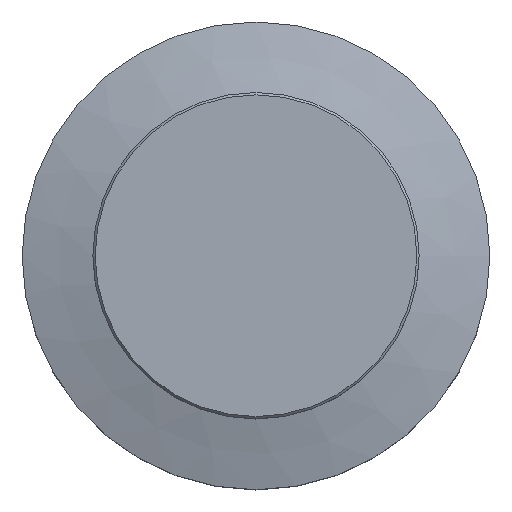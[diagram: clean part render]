
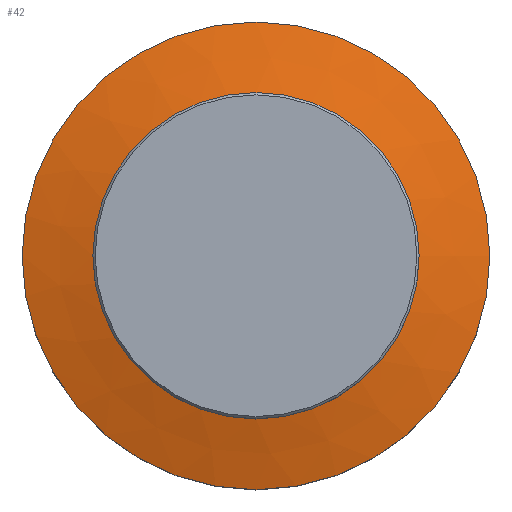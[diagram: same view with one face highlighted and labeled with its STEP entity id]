
A CAD part, top view. The second image highlights one B-rep face of the part: STEP entity #42.
In plain terms, the highlighted conical face has half-angle 75 degrees and reference radius 30 mm.
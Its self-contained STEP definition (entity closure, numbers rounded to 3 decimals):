
#42=ADVANCED_FACE('',(#51,#52),#48,.T.);
#48=CONICAL_SURFACE('',#121,30.,75.);
#51=FACE_BOUND('',#59,.T.);
#52=FACE_BOUND('',#60,.T.);
#59=EDGE_LOOP('',(#69));
#60=EDGE_LOOP('',(#70));
#69=ORIENTED_EDGE('',*,*,#84,.T.);
#70=ORIENTED_EDGE('',*,*,#85,.F.);
#79=VERTEX_POINT('',#166);
#80=VERTEX_POINT('',#168);
#84=EDGE_CURVE('',#79,#79,#89,.T.);
#85=EDGE_CURVE('',#80,#80,#90,.T.);
#89=CIRCLE('',#119,43.);
#90=CIRCLE('',#120,30.);
#119=AXIS2_PLACEMENT_3D('',#165,#139,#140);
#120=AXIS2_PLACEMENT_3D('',#167,#141,#142);
#121=AXIS2_PLACEMENT_3D('',#169,#143,#144);
#139=DIRECTION('',(0.,0.,1.));
#140=DIRECTION('',(1.,0.,0.));
#141=DIRECTION('',(0.,0.,1.));
#142=DIRECTION('',(1.,0.,0.));
#143=DIRECTION('',(0.,0.,-1.));
#144=DIRECTION('',(-1.,0.,0.));
#165=CARTESIAN_POINT('',(0.,0.,-19.158));
#166=CARTESIAN_POINT('',(43.,0.,-19.158));
#167=CARTESIAN_POINT('',(0.,0.,-15.675));
#168=CARTESIAN_POINT('',(30.,0.,-15.675));
#169=CARTESIAN_POINT('',(0.,0.,-15.675));
